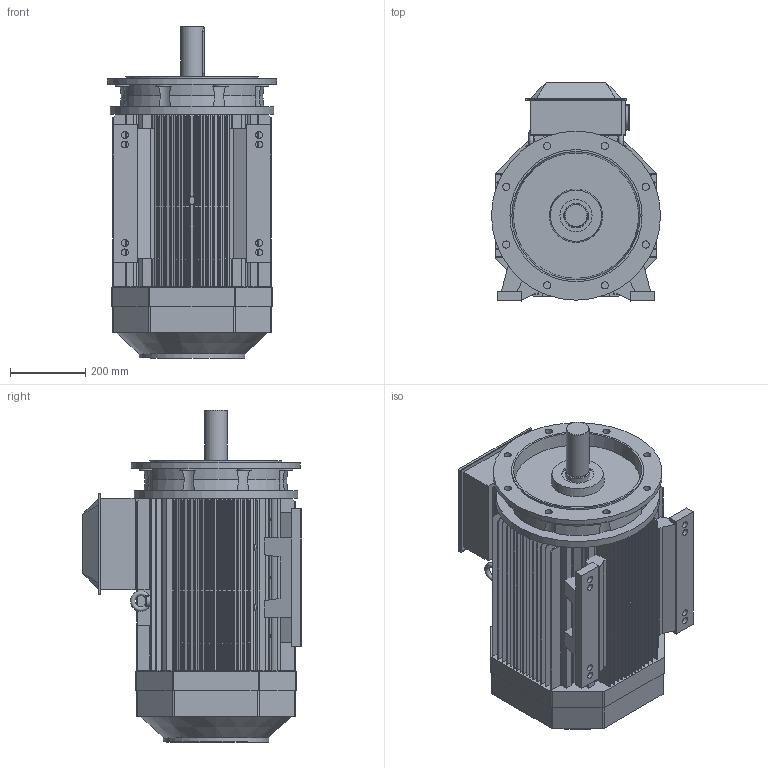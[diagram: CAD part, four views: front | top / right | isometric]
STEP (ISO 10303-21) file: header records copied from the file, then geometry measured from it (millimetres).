
FILE_DESCRIPTION((''),'2;1');
FILE_NAME('3GZV100086-34.stp','2015-07-02T12:24:14',('sejotaa1'),(''),'Autodesk Inventor 2011','Autodesk Inventor 2011','');
FILE_SCHEMA(('AUTOMOTIVE_DESIGN { 1 0 10303 214 1 1 1 1 }'));
Length unit declared in the file: millimetre
Products named in the file (1): 3GZV100086-34
Bounding box: 448 x 580.6 x 879.99 mm (x, y, z)
Volume: 113849102.9 mm3; surface area: 9348899.2 mm2
Topology: 24 solids, 80 shells, 2302 faces, 6232 edges, 4136 vertices
Faces by surface type: plane 1130, cylinder 974, cone 82, bspline 78, torus 38
Full cylindrical faces by diameter (mm): 3.3 x8, 5.5 x8, 11 x2, 12 x4, 16 x4, 18 x16, 19 x16, 20 x2, 57 x4, 59 x2, 59.4 x4, 60 x6, 61.376 x2, 63 x6, 64.4 x2, 65 x2, 70 x2, 71 x4, 75 x2, 76 x2, 85 x2, 279.576 x2, 350 x2, 364 x2, 372 x4, 434 x2, 448 x2
Entity records: 81944 total; most frequent: CARTESIAN_POINT 20913, DIRECTION 12376, ORIENTED_EDGE 11864, EDGE_CURVE 6000, AXIS2_PLACEMENT_3D 4547, VERTEX_POINT 4098, VECTOR 3282, LINE 3282
